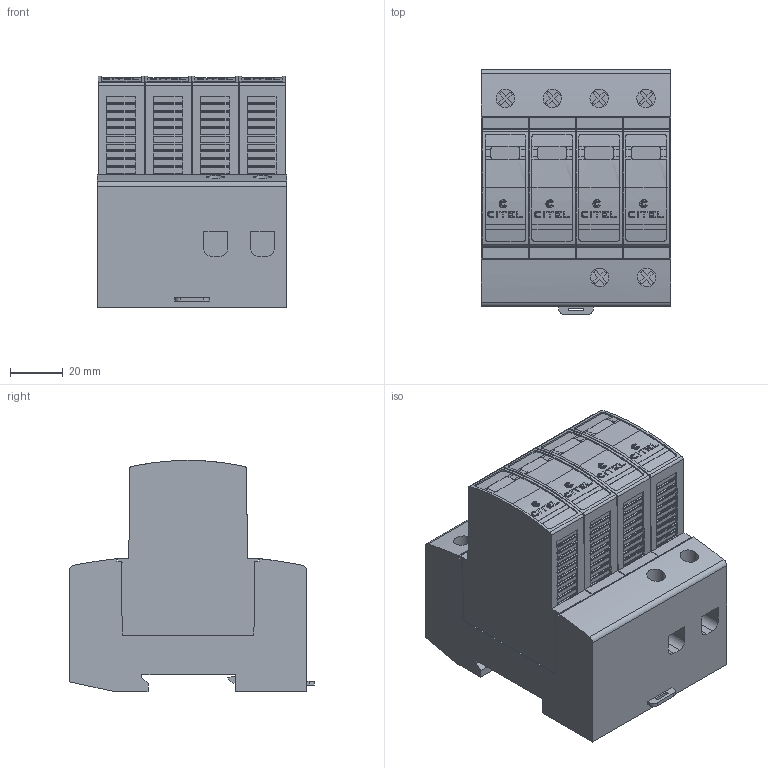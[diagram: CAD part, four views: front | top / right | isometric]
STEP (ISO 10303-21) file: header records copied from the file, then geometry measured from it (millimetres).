
FILE_DESCRIPTION(('STEP AP242'),'1');
FILE_NAME('dac1-13-40-440.stp','2021-11-08T13:14:30',('TraceParts'),('TraceParts S.A.'),'Spatial InterOp 3D',' ',' ');
FILE_SCHEMA(('AP242_MANAGED_MODEL_BASED_3D_ENGINEERING_MIM_LF {1 0 10303 442 1 1 4}'));
Length unit declared in the file: millimetre
Products named in the file (1): dac1-13-40-440
Bounding box: 72 x 93 x 87.81 mm (x, y, z)
Volume: 400822.3 mm3; surface area: 64456.7 mm2
Topology: 1 solids, 1 shells, 1298 faces, 3505 edges, 2320 vertices
Faces by surface type: plane 996, cylinder 302
Entity records: 53647 total; most frequent: CARTESIAN_POINT 10086, ORIENTED_EDGE 7010, DIRECTION 6717, EDGE_CURVE 3505, LINE 2583, VECTOR 2583, VERTEX_POINT 2320, AXIS2_PLACEMENT_3D 2067
